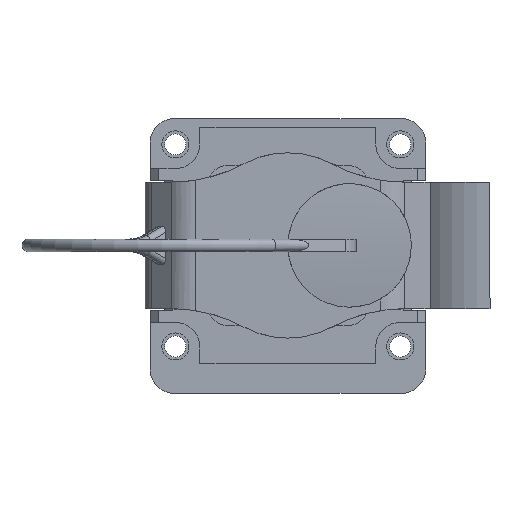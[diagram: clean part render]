
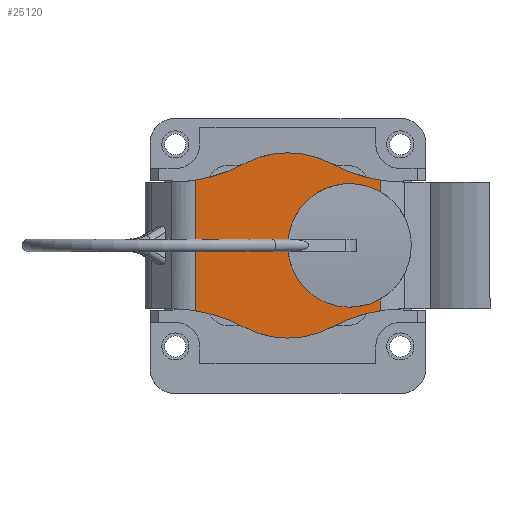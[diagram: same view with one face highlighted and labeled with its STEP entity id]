
A CAD part, front view. The second image highlights one B-rep face of the part: STEP entity #25120.
In plain terms, the highlighted face is planar.
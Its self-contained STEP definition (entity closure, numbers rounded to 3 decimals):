
#2360=CARTESIAN_POINT('',(-224.561,154.666,1.35)
);
#2370=DIRECTION('',(0.,0.,1.));
#2380=DIRECTION('',(-0.707,-0.707,0.));
#2390=AXIS2_PLACEMENT_3D('',#2360,#2370,#2380);
#2400=CIRCLE('',#2390,10.96);
#2410=CARTESIAN_POINT('',(-221.41,144.168,
1.35));
#2420=VERTEX_POINT('',#2410);
#2430=CARTESIAN_POINT('',(-214.063,151.515,
1.35));
#2440=VERTEX_POINT('',#2430);
#2450=EDGE_CURVE('',#2420,#2440,#2400,.T.);
#11590=CARTESIAN_POINT('',(-226.842,141.471,
1.35));
#11600=VERTEX_POINT('',#11590);
#12220=CARTESIAN_POINT('',(-237.755,152.384,
1.35));
#12230=VERTEX_POINT('',#12220);
#12260=CARTESIAN_POINT('',(-309.349,223.978,
1.35));
#12270=DIRECTION('',(-0.707,0.707,0.));
#12280=VECTOR('',#12270,1.);
#12290=LINE('',#12260,#12280);
#12300=EDGE_CURVE('',#11600,#12230,#12290,.T.);
#14420=CARTESIAN_POINT('',(-235.058,157.816,
1.35));
#14430=VERTEX_POINT('',#14420);
#14460=CARTESIAN_POINT('',(-252.298,162.99,
1.35));
#14470=DIRECTION('',(0.,0.,-1.));
#14480=DIRECTION('',(0.,1.,0.));
#14490=AXIS2_PLACEMENT_3D('',#14460,#14470,#14480);
#14500=CIRCLE('',#14490,18.);
#14510=EDGE_CURVE('',#14430,#12230,#14500,.T.);
#14850=CARTESIAN_POINT('',(-227.711,165.163,
1.35));
#14860=VERTEX_POINT('',#14850);
#14890=CARTESIAN_POINT('',(-224.561,154.666,1.35
));
#14900=DIRECTION('',(0.,0.,-1.));
#14910=DIRECTION('',(-0.707,-0.707,0.));
#14920=AXIS2_PLACEMENT_3D('',#14890,#14900,#14910);
#14930=CIRCLE('',#14920,10.96);
#14940=EDGE_CURVE('',#14430,#14860,#14930,.T.);
#15670=CARTESIAN_POINT('',(-222.279,167.86,
1.35));
#15680=VERTEX_POINT('',#15670);
#15730=CARTESIAN_POINT('',(-232.886,182.403,
1.35));
#15740=DIRECTION('',(0.,0.,-1.));
#15750=DIRECTION('',(0.,1.,0.));
#15760=AXIS2_PLACEMENT_3D('',#15730,#15740,#15750);
#15770=CIRCLE('',#15760,18.);
#15780=EDGE_CURVE('',#15680,#14860,#15770,.T.);
#17880=CARTESIAN_POINT('',(-212.35,157.931,
1.35));
#17890=VERTEX_POINT('',#17880);
#17920=CARTESIAN_POINT('',(-219.399,159.828,
1.35));
#17930=DIRECTION('',(0.,0.,1.));
#17940=DIRECTION('',(0.707,0.707,0.));
#17950=AXIS2_PLACEMENT_3D('',#17920,#17930,#17940);
#17960=CIRCLE('',#17950,7.3);
#17970=CARTESIAN_POINT('',(-224.561,154.666,1.35
));
#17980=VERTEX_POINT('',#17970);
#17990=EDGE_CURVE('',#17980,#17890,#17960,.T.);
#24670=CARTESIAN_POINT('',(-198.892,128.543,
1.35));
#24680=DIRECTION('',(0.,0.,-1.));
#24690=DIRECTION('',(0.707,0.707,
0.));
#24700=AXIS2_PLACEMENT_3D('',#24670,#24680,#24690);
#24710=PLANE('',#24700);
#24720=CARTESIAN_POINT('',(-242.719,188.299,
1.35));
#24730=DIRECTION('',(0.707,-0.707,
0.));
#24740=VECTOR('',#24730,1.);
#24750=LINE('',#24720,#24740);
#24760=CARTESIAN_POINT('',(-211.366,156.947,
1.35));
#24770=VERTEX_POINT('',#24760);
#24780=EDGE_CURVE('',#17890,#24770,#24750,.T.);
#24790=ORIENTED_EDGE('',*,*,#24780,.F.);
#24800=CARTESIAN_POINT('',(-196.823,146.341,
1.35));
#24810=DIRECTION('',(0.,0.,1.));
#24820=DIRECTION('',(1.,0.,0.));
#24830=AXIS2_PLACEMENT_3D('',#24800,#24810,#24820);
#24840=CIRCLE('',#24830,18.);
#24850=EDGE_CURVE('',#24770,#2440,#24840,.T.);
#24860=ORIENTED_EDGE('',*,*,#24850,.F.);
#24870=ORIENTED_EDGE('',*,*,#2450,.T.);
#24880=CARTESIAN_POINT('',(-216.236,126.928,
1.35));
#24890=DIRECTION('',(0.,0.,1.));
#24900=DIRECTION('',(1.,0.,0.));
#24910=AXIS2_PLACEMENT_3D('',#24880,#24890,#24900);
#24920=CIRCLE('',#24910,18.);
#24930=EDGE_CURVE('',#2420,#11600,#24920,.T.);
#24940=ORIENTED_EDGE('',*,*,#24930,.F.);
#24950=ORIENTED_EDGE('',*,*,#12300,.F.);
#24960=ORIENTED_EDGE('',*,*,#14510,.T.);
#24970=ORIENTED_EDGE('',*,*,#14940,.F.);
#24980=ORIENTED_EDGE('',*,*,#15780,.T.);
#24990=CARTESIAN_POINT('',(-190.927,136.508,
1.35));
#25000=DIRECTION('',(-0.707,0.707,
0.));
#25010=VECTOR('',#25000,1.);
#25020=LINE('',#24990,#25010);
#25030=CARTESIAN_POINT('',(-221.296,166.877,
1.35));
#25040=VERTEX_POINT('',#25030);
#25050=EDGE_CURVE('',#25040,#15680,#25020,.T.);
#25060=ORIENTED_EDGE('',*,*,#25050,.T.);
#25070=EDGE_CURVE('',#25040,#17980,#17960,.T.);
#25080=ORIENTED_EDGE('',*,*,#25070,.F.);
#25090=ORIENTED_EDGE('',*,*,#17990,.F.);
#25100=EDGE_LOOP('',(#25090,#25080,#25060,#24980,#24970,#24960,#24950,
#24940,#24870,#24860,#24790));
#25110=FACE_OUTER_BOUND('',#25100,.T.);
#25120=ADVANCED_FACE('',(#25110),#24710,.F.);
